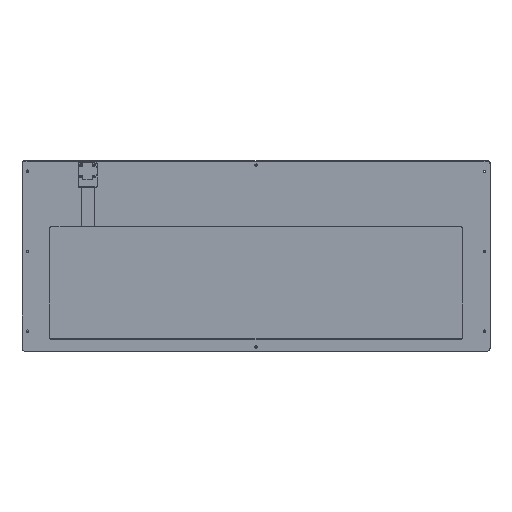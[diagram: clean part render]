
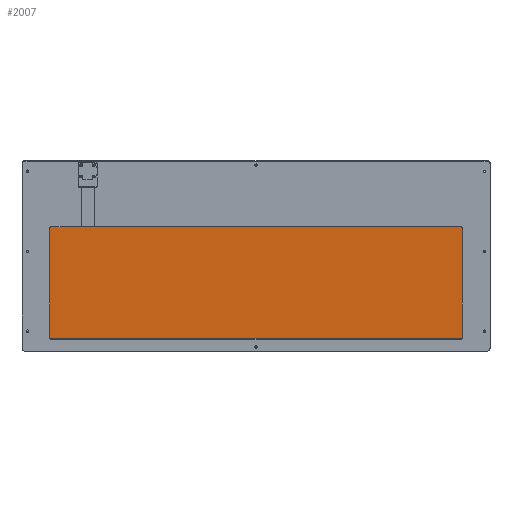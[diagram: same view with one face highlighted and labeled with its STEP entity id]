
A CAD part, top view. The second image highlights one B-rep face of the part: STEP entity #2007.
In plain terms, the highlighted planar face has unit normal (0, -0.079, 0.997).
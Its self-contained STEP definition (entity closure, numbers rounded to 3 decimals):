
#111=PLANE('',#2204);
#186=FACE_OUTER_BOUND('',#316,.T.);
#316=EDGE_LOOP('',(#1658,#1659,#1660,#1661,#1662,#1663,#1664,#1665));
#432=LINE('',#3086,#606);
#506=LINE('',#3353,#680);
#507=LINE('',#3358,#681);
#508=LINE('',#3361,#682);
#606=VECTOR('',#2457,10.);
#680=VECTOR('',#2701,10.);
#681=VECTOR('',#2706,10.);
#682=VECTOR('',#2709,10.);
#791=CIRCLE('',#2205,1.);
#792=CIRCLE('',#2206,1.);
#793=CIRCLE('',#2207,1.);
#794=CIRCLE('',#2208,1.);
#875=VERTEX_POINT('',#3083);
#876=VERTEX_POINT('',#3085);
#972=VERTEX_POINT('',#3349);
#973=VERTEX_POINT('',#3350);
#974=VERTEX_POINT('',#3352);
#975=VERTEX_POINT('',#3355);
#976=VERTEX_POINT('',#3357);
#977=VERTEX_POINT('',#3359);
#1093=EDGE_CURVE('',#875,#876,#432,.T.);
#1221=EDGE_CURVE('',#972,#973,#791,.T.);
#1222=EDGE_CURVE('',#974,#973,#506,.T.);
#1223=EDGE_CURVE('',#974,#876,#792,.T.);
#1224=EDGE_CURVE('',#875,#975,#793,.T.);
#1225=EDGE_CURVE('',#976,#975,#507,.T.);
#1226=EDGE_CURVE('',#976,#977,#794,.T.);
#1227=EDGE_CURVE('',#972,#977,#508,.T.);
#1658=ORIENTED_EDGE('',*,*,#1221,.T.);
#1659=ORIENTED_EDGE('',*,*,#1222,.F.);
#1660=ORIENTED_EDGE('',*,*,#1223,.T.);
#1661=ORIENTED_EDGE('',*,*,#1093,.F.);
#1662=ORIENTED_EDGE('',*,*,#1224,.T.);
#1663=ORIENTED_EDGE('',*,*,#1225,.F.);
#1664=ORIENTED_EDGE('',*,*,#1226,.T.);
#1665=ORIENTED_EDGE('',*,*,#1227,.F.);
#2007=ADVANCED_FACE('',(#186),#111,.F.);
#2204=AXIS2_PLACEMENT_3D('',#3348,#2697,#2698);
#2205=AXIS2_PLACEMENT_3D('',#3351,#2699,#2700);
#2206=AXIS2_PLACEMENT_3D('',#3354,#2702,#2703);
#2207=AXIS2_PLACEMENT_3D('',#3356,#2704,#2705);
#2208=AXIS2_PLACEMENT_3D('',#3360,#2707,#2708);
#2457=DIRECTION('',(1.,0.,0.));
#2697=DIRECTION('center_axis',(0.,0.078,-0.997));
#2698=DIRECTION('ref_axis',(-1.,0.,0.));
#2699=DIRECTION('center_axis',(0.,-0.078,0.997));
#2700=DIRECTION('ref_axis',(0.707,-0.705,-0.055));
#2701=DIRECTION('',(0.,-0.997,-0.078));
#2702=DIRECTION('center_axis',(0.,-0.078,0.997));
#2703=DIRECTION('ref_axis',(0.707,0.705,0.055));
#2704=DIRECTION('center_axis',(0.,-0.078,0.997));
#2705=DIRECTION('ref_axis',(-0.707,0.705,0.055));
#2706=DIRECTION('',(0.,0.997,0.078));
#2707=DIRECTION('center_axis',(0.,-0.078,0.997));
#2708=DIRECTION('ref_axis',(-0.707,-0.705,-0.055));
#2709=DIRECTION('',(-1.,0.,0.));
#3083=CARTESIAN_POINT('',(-177.546,419.097,117.194));
#3085=CARTESIAN_POINT('',(234.45,419.097,117.194));
#3086=CARTESIAN_POINT('',(-178.546,419.097,117.194));
#3348=CARTESIAN_POINT('Origin',(28.452,362.57,112.745));
#3349=CARTESIAN_POINT('',(234.45,306.043,108.296));
#3350=CARTESIAN_POINT('',(235.45,307.04,108.375));
#3351=CARTESIAN_POINT('Origin',(234.45,307.04,108.375));
#3352=CARTESIAN_POINT('',(235.45,418.1,117.115));
#3353=CARTESIAN_POINT('',(235.45,419.097,117.194));
#3354=CARTESIAN_POINT('Origin',(234.45,418.1,117.115));
#3355=CARTESIAN_POINT('',(-178.546,418.1,117.115));
#3356=CARTESIAN_POINT('Origin',(-177.546,418.1,117.115));
#3357=CARTESIAN_POINT('',(-178.546,307.04,108.375));
#3358=CARTESIAN_POINT('',(-178.546,306.043,108.296));
#3359=CARTESIAN_POINT('',(-177.546,306.043,108.296));
#3360=CARTESIAN_POINT('Origin',(-177.546,307.04,108.375));
#3361=CARTESIAN_POINT('',(235.45,306.043,108.296));
